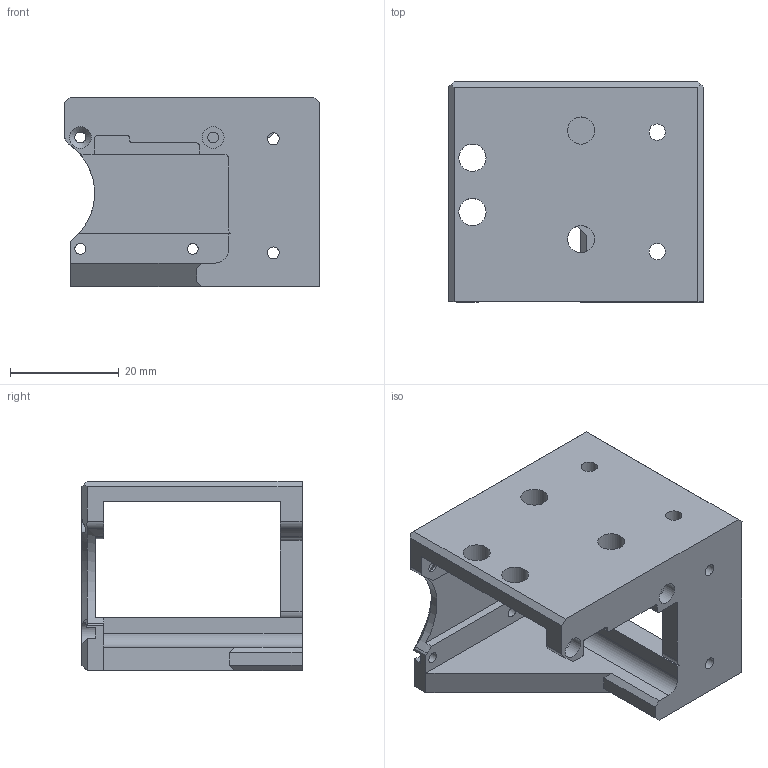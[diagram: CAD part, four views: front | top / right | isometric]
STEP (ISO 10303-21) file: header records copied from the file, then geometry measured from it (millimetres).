
FILE_DESCRIPTION(/* description */ (''),/* implementation_level */ '2;1');
FILE_NAME(/* name */ 'custom_servo_bracket.stp',/* time_stamp */ '2025-03-27T14:29:50-04:00',/* author */ ('paris'),/* organization */ (''),/* preprocessor_version */ 'ST-DEVELOPER v20.1',/* originating_system */ 'Autodesk Inventor 2026',/* authorisation */ '');
FILE_SCHEMA (('AUTOMOTIVE_DESIGN { 1 0 10303 214 3 1 1 }'));
Length unit declared in the file: centimetre
Products named in the file (1): AL-轻量化夹头-底座
Bounding box: 46.89 x 40.52 x 34.93 mm (x, y, z)
Volume: 15713.8 mm3; surface area: 10168.7 mm2
Topology: 1 solids, 1 shells, 103 faces, 286 edges, 185 vertices
Faces by surface type: plane 52, cylinder 42, cone 8, bspline 1
Full cylindrical faces by diameter (mm): 2 x6, 2.2 x2, 3 x2, 4 x5, 5 x4
Entity records: 3498 total; most frequent: CARTESIAN_POINT 658, DIRECTION 582, ORIENTED_EDGE 580, EDGE_CURVE 290, AXIS2_PLACEMENT_3D 199, VERTEX_POINT 189, LINE 184, VECTOR 184
